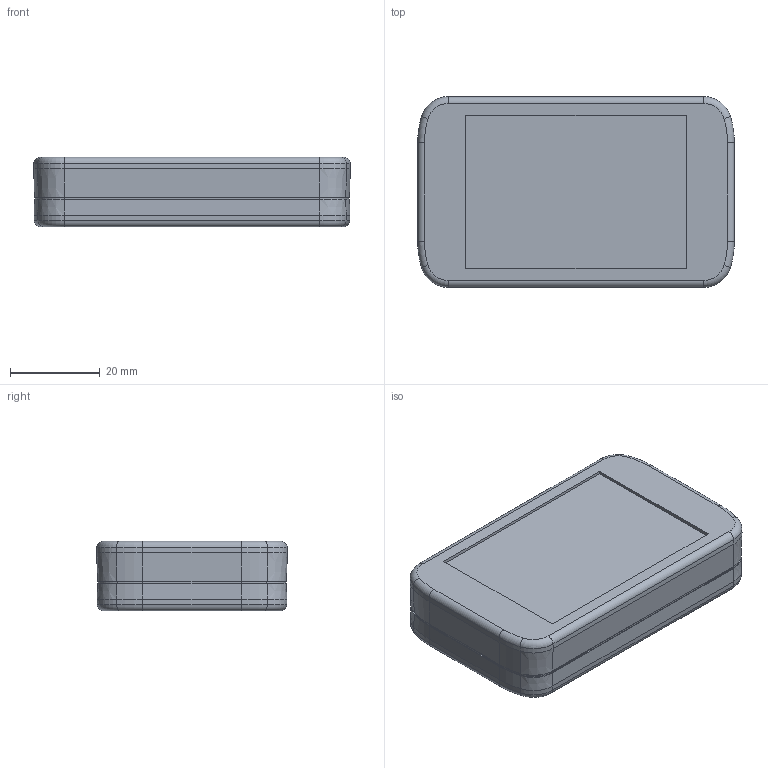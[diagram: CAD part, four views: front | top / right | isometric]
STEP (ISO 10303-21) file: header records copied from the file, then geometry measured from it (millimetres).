
FILE_DESCRIPTION(/* description */ (''),/* implementation_level */ '2;1');
FILE_NAME(/* name */ 'BL 704015.stp',/* time_stamp */ '2024-04-17T11:38:28+02:00',/* author */ ('luedemann'),/* organization */ (''),/* preprocessor_version */ 'ST-DEVELOPER v18.1',/* originating_system */ 'Autodesk Inventor 2022',/* authorisation */ '');
FILE_SCHEMA (('AUTOMOTIVE_DESIGN { 1 0 10303 214 3 1 1 }'));
Products named in the file (4): IOT-Gehäuse-1-V3; 1011354_3D-neu; 1011356_3D-neu; SHR Z KA25x10 WN 5452 A2 MG
Assembly tree (6 placements, depth 2):
  IOT-Gehäuse-1-V3
    1011354_3D-neu
    1011356_3D-neu
    SHR Z KA25x10 WN 5452 A2 MG  x4
Bounding box: 70.44 x 42.44 x 15.5 mm (x, y, z)
Volume: 18735.8 mm3; surface area: 19728.5 mm2
Topology: 6 solids, 6 shells, 989 faces, 2512 edges, 1599 vertices
Faces by surface type: plane 311, bspline 204, cylinder 185, cone 171, torus 98, sphere 20
Full cylindrical faces by diameter (mm): 1.724 x32, 1.952 x4, 2.5 x28, 2.53 x4, 4.4 x4
Entity records: 37895 total; most frequent: CARTESIAN_POINT 21852, ORIENTED_EDGE 3366, DIRECTION 3304, EDGE_CURVE 1683, AXIS2_PLACEMENT_3D 1294, VERTEX_POINT 1062, EDGE_LOOP 753, LINE 716
